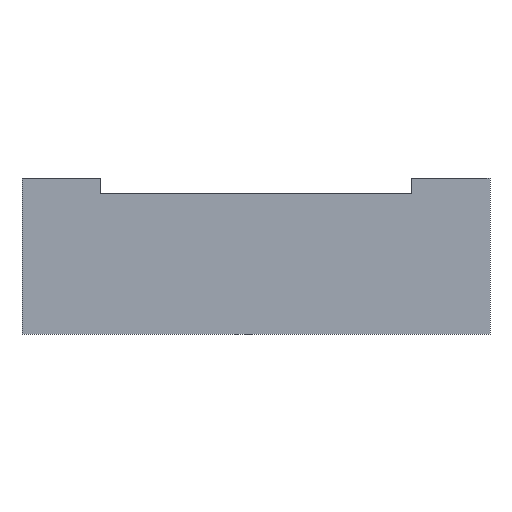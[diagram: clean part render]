
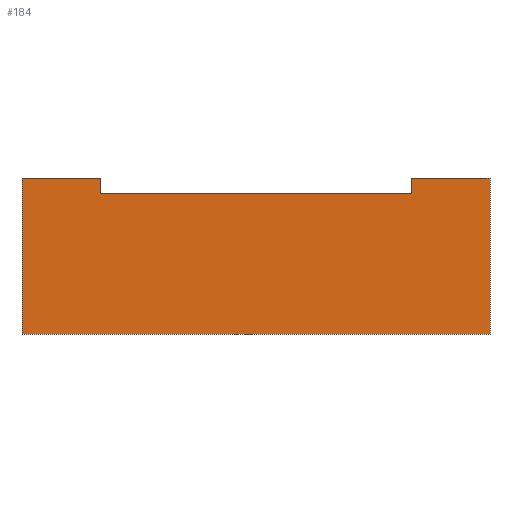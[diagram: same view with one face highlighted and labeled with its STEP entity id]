
A CAD part, front view. The second image highlights one B-rep face of the part: STEP entity #184.
In plain terms, the highlighted planar face has unit normal (0, -1, 0).
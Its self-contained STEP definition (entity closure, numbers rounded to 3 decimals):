
#18=FACE_OUTER_BOUND('',#28,.T.);
#28=EDGE_LOOP('',(#135,#136,#137,#138,#139,#140,#141,#142));
#36=LINE('',#276,#60);
#42=LINE('',#288,#66);
#44=LINE('',#291,#68);
#45=LINE('',#294,#69);
#46=LINE('',#296,#70);
#47=LINE('',#298,#71);
#48=LINE('',#300,#72);
#49=LINE('',#301,#73);
#60=VECTOR('',#229,1000.);
#66=VECTOR('',#237,1000.);
#68=VECTOR('',#241,1000.);
#69=VECTOR('',#244,1000.);
#70=VECTOR('',#245,1000.);
#71=VECTOR('',#246,1000.);
#72=VECTOR('',#247,1000.);
#73=VECTOR('',#248,1000.);
#83=VERTEX_POINT('',#272);
#85=VERTEX_POINT('',#275);
#88=VERTEX_POINT('',#282);
#90=VERTEX_POINT('',#286);
#91=VERTEX_POINT('',#293);
#92=VERTEX_POINT('',#295);
#93=VERTEX_POINT('',#297);
#94=VERTEX_POINT('',#299);
#100=EDGE_CURVE('',#85,#83,#36,.T.);
#106=EDGE_CURVE('',#88,#90,#42,.T.);
#108=EDGE_CURVE('',#90,#85,#44,.T.);
#109=EDGE_CURVE('',#83,#91,#45,.T.);
#110=EDGE_CURVE('',#92,#91,#46,.T.);
#111=EDGE_CURVE('',#93,#92,#47,.T.);
#112=EDGE_CURVE('',#94,#93,#48,.T.);
#113=EDGE_CURVE('',#94,#88,#49,.T.);
#135=ORIENTED_EDGE('',*,*,#106,.T.);
#136=ORIENTED_EDGE('',*,*,#108,.T.);
#137=ORIENTED_EDGE('',*,*,#100,.T.);
#138=ORIENTED_EDGE('',*,*,#109,.T.);
#139=ORIENTED_EDGE('',*,*,#110,.F.);
#140=ORIENTED_EDGE('',*,*,#111,.F.);
#141=ORIENTED_EDGE('',*,*,#112,.F.);
#142=ORIENTED_EDGE('',*,*,#113,.T.);
#174=PLANE('',#217);
#184=ADVANCED_FACE('',(#18),#174,.F.);
#217=AXIS2_PLACEMENT_3D('',#292,#242,#243);
#229=DIRECTION('',(0.,0.,1.));
#237=DIRECTION('',(0.,0.,-1.));
#241=DIRECTION('',(-1.,0.,0.));
#242=DIRECTION('center_axis',(0.,1.,0.));
#243=DIRECTION('ref_axis',(0.,0.,-1.));
#244=DIRECTION('',(-1.,0.,0.));
#245=DIRECTION('',(0.,0.,1.));
#246=DIRECTION('',(-1.,0.,0.));
#247=DIRECTION('',(0.,0.,-1.));
#248=DIRECTION('',(-1.,0.,0.));
#272=CARTESIAN_POINT('',(-7.,-280.5,1.593));
#275=CARTESIAN_POINT('',(-7.,-280.5,0.907));
#276=CARTESIAN_POINT('',(-7.,-280.5,0.));
#282=CARTESIAN_POINT('',(7.,-280.5,1.593));
#286=CARTESIAN_POINT('',(7.,-280.5,0.907));
#288=CARTESIAN_POINT('',(7.,-280.5,0.));
#291=CARTESIAN_POINT('',(0.,-280.5,0.907));
#292=CARTESIAN_POINT('Origin',(0.,-280.5,-1.907));
#293=CARTESIAN_POINT('',(-10.5,-280.5,1.593));
#294=CARTESIAN_POINT('',(10.5,-280.5,1.593));
#295=CARTESIAN_POINT('',(-10.5,-280.5,-5.407));
#296=CARTESIAN_POINT('',(-10.5,-280.5,-5.407));
#297=CARTESIAN_POINT('',(10.5,-280.5,-5.407));
#298=CARTESIAN_POINT('',(10.5,-280.5,-5.407));
#299=CARTESIAN_POINT('',(10.5,-280.5,1.593));
#300=CARTESIAN_POINT('',(10.5,-280.5,1.593));
#301=CARTESIAN_POINT('',(10.5,-280.5,1.593));
